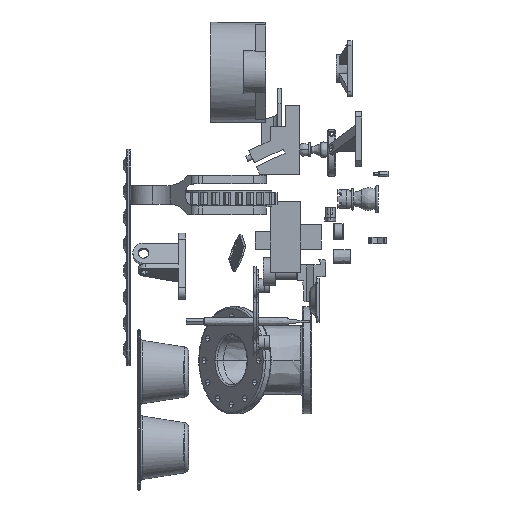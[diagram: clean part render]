
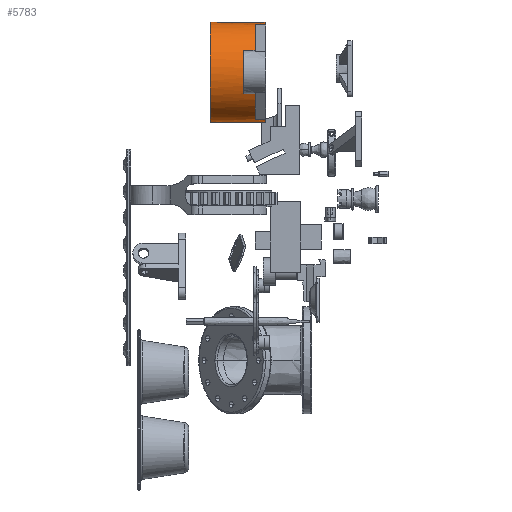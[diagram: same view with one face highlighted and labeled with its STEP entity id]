
A CAD part, left-side view. The second image highlights one B-rep face of the part: STEP entity #5783.
In plain terms, the highlighted free-form (B-spline) face has degree [2, 1] with [5, 2] control points.
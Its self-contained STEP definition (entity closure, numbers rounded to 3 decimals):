
#5712 = VERTEX_POINT('',#5713);
#5713 = CARTESIAN_POINT('',(-589.784,129.232,
    331.477));
#5714 = VERTEX_POINT('',#5715);
#5715 = CARTESIAN_POINT('',(-589.784,129.232,
    203.823));
#5723 = EDGE_CURVE('',#5712,#5724,#5726,.T.);
#5724 = VERTEX_POINT('',#5725);
#5725 = CARTESIAN_POINT('',(-589.784,58.687,
    331.477));
#5726 = B_SPLINE_CURVE_WITH_KNOTS('',1,(#5727,#5728),.UNSPECIFIED.,.F.,
  .F.,(2,2),(-0.,63.),.PIECEWISE_BEZIER_KNOTS.);
#5727 = CARTESIAN_POINT('',(-589.784,129.232,
    331.477));
#5728 = CARTESIAN_POINT('',(-589.784,58.687,
    331.477));
#5761 = VERTEX_POINT('',#5762);
#5762 = CARTESIAN_POINT('',(-589.784,58.687,
    203.823));
#5768 = EDGE_CURVE('',#5714,#5761,#5769,.T.);
#5769 = B_SPLINE_CURVE_WITH_KNOTS('',1,(#5770,#5771),.UNSPECIFIED.,.F.,
  .F.,(2,2),(-0.,63.),.PIECEWISE_BEZIER_KNOTS.);
#5770 = CARTESIAN_POINT('',(-589.784,129.232,
    203.823));
#5771 = CARTESIAN_POINT('',(-589.784,58.687,
    203.823));
#5783 = ADVANCED_FACE('',(#5784),#5832,.T.);
#5784 = FACE_BOUND('',#5785,.T.);
#5785 = EDGE_LOOP('',(#5786,#5787,#5795,#5796,#5804,#5811,#5819,#5826));
#5786 = ORIENTED_EDGE('',*,*,#5723,.F.);
#5787 = ORIENTED_EDGE('',*,*,#5788,.F.);
#5788 = EDGE_CURVE('',#5714,#5712,#5789,.T.);
#5789 = ( BOUNDED_CURVE() B_SPLINE_CURVE(2,(#5790,#5791,#5792,#5793,
#5794),.UNSPECIFIED.,.F.,.F.) B_SPLINE_CURVE_WITH_KNOTS((3,2,3),(
    3.142,4.712,6.283),
.PIECEWISE_BEZIER_KNOTS.) CURVE() GEOMETRIC_REPRESENTATION_ITEM() 
RATIONAL_B_SPLINE_CURVE((1.,0.707,1.,0.707,1.)) 
REPRESENTATION_ITEM('') );
#5790 = CARTESIAN_POINT('',(-589.784,129.232,
    203.823));
#5791 = CARTESIAN_POINT('',(-653.612,129.232,
    203.823));
#5792 = CARTESIAN_POINT('',(-653.612,129.232,
    267.65));
#5793 = CARTESIAN_POINT('',(-653.612,129.232,
    331.477));
#5794 = CARTESIAN_POINT('',(-589.784,129.232,
    331.477));
#5795 = ORIENTED_EDGE('',*,*,#5768,.T.);
#5796 = ORIENTED_EDGE('',*,*,#5797,.T.);
#5797 = EDGE_CURVE('',#5761,#5798,#5800,.T.);
#5798 = VERTEX_POINT('',#5799);
#5799 = CARTESIAN_POINT('',(-611.508,58.687,
    207.633));
#5800 = ( BOUNDED_CURVE() B_SPLINE_CURVE(2,(#5801,#5802,#5803),
.UNSPECIFIED.,.F.,.F.) B_SPLINE_CURVE_WITH_KNOTS((3,3),(3.142,
3.489),.PIECEWISE_BEZIER_KNOTS.) CURVE() 
GEOMETRIC_REPRESENTATION_ITEM() RATIONAL_B_SPLINE_CURVE((1.,
0.985,1.)) REPRESENTATION_ITEM('') );
#5801 = CARTESIAN_POINT('',(-589.784,58.687,
    203.823));
#5802 = CARTESIAN_POINT('',(-600.98,58.687,
    203.823));
#5803 = CARTESIAN_POINT('',(-611.508,58.687,
    207.633));
#5804 = ORIENTED_EDGE('',*,*,#5805,.F.);
#5805 = EDGE_CURVE('',#5806,#5798,#5808,.T.);
#5806 = VERTEX_POINT('',#5807);
#5807 = CARTESIAN_POINT('',(-611.508,72.124,
    207.633));
#5808 = B_SPLINE_CURVE_WITH_KNOTS('',1,(#5809,#5810),.UNSPECIFIED.,.F.,
  .F.,(2,2),(0.,12.),.PIECEWISE_BEZIER_KNOTS.);
#5809 = CARTESIAN_POINT('',(-611.508,72.124,
    207.633));
#5810 = CARTESIAN_POINT('',(-611.508,58.687,
    207.633));
#5811 = ORIENTED_EDGE('',*,*,#5812,.T.);
#5812 = EDGE_CURVE('',#5806,#5813,#5815,.T.);
#5813 = VERTEX_POINT('',#5814);
#5814 = CARTESIAN_POINT('',(-611.508,72.124,
    327.666));
#5815 = ( BOUNDED_CURVE() B_SPLINE_CURVE(2,(#5816,#5817,#5818),
.UNSPECIFIED.,.F.,.F.) B_SPLINE_CURVE_WITH_KNOTS((3,3),(3.489,
5.936),.PIECEWISE_BEZIER_KNOTS.) CURVE() 
GEOMETRIC_REPRESENTATION_ITEM() RATIONAL_B_SPLINE_CURVE((1.,
0.34,1.)) REPRESENTATION_ITEM('') );
#5816 = CARTESIAN_POINT('',(-611.508,72.124,
    207.633));
#5817 = CARTESIAN_POINT('',(-777.318,72.124,
    267.65));
#5818 = CARTESIAN_POINT('',(-611.508,72.124,
    327.666));
#5819 = ORIENTED_EDGE('',*,*,#5820,.T.);
#5820 = EDGE_CURVE('',#5813,#5821,#5823,.T.);
#5821 = VERTEX_POINT('',#5822);
#5822 = CARTESIAN_POINT('',(-611.508,58.687,
    327.666));
#5823 = B_SPLINE_CURVE_WITH_KNOTS('',1,(#5824,#5825),.UNSPECIFIED.,.F.,
  .F.,(2,2),(0.,12.),.PIECEWISE_BEZIER_KNOTS.);
#5824 = CARTESIAN_POINT('',(-611.508,72.124,
    327.666));
#5825 = CARTESIAN_POINT('',(-611.508,58.687,
    327.666));
#5826 = ORIENTED_EDGE('',*,*,#5827,.T.);
#5827 = EDGE_CURVE('',#5821,#5724,#5828,.T.);
#5828 = ( BOUNDED_CURVE() B_SPLINE_CURVE(2,(#5829,#5830,#5831),
.UNSPECIFIED.,.F.,.F.) B_SPLINE_CURVE_WITH_KNOTS((3,3),(5.936,
6.283),.PIECEWISE_BEZIER_KNOTS.) CURVE() 
GEOMETRIC_REPRESENTATION_ITEM() RATIONAL_B_SPLINE_CURVE((1.,
0.985,1.)) REPRESENTATION_ITEM('') );
#5829 = CARTESIAN_POINT('',(-611.508,58.687,
    327.666));
#5830 = CARTESIAN_POINT('',(-600.98,58.687,
    331.477));
#5831 = CARTESIAN_POINT('',(-589.784,58.687,
    331.477));
#5832 = ( BOUNDED_SURFACE() B_SPLINE_SURFACE(2,1,(
    (#5833,#5834)
    ,(#5835,#5836)
    ,(#5837,#5838)
    ,(#5839,#5840)
    ,(#5841,#5842
)),.UNSPECIFIED.,.F.,.F.,.F.) B_SPLINE_SURFACE_WITH_KNOTS((3,2,3),(2,2),
  (3.142,4.712,6.283),(0.,63.),
.PIECEWISE_BEZIER_KNOTS.) GEOMETRIC_REPRESENTATION_ITEM() 
RATIONAL_B_SPLINE_SURFACE((
    (1.,1.)
    ,(0.707,0.707)
    ,(1.,1.)
    ,(0.707,0.707)
,(1.,1.))) REPRESENTATION_ITEM('') SURFACE() );
#5833 = CARTESIAN_POINT('',(-589.784,129.232,
    331.477));
#5834 = CARTESIAN_POINT('',(-589.784,58.687,
    331.477));
#5835 = CARTESIAN_POINT('',(-653.612,129.232,
    331.477));
#5836 = CARTESIAN_POINT('',(-653.612,58.687,
    331.477));
#5837 = CARTESIAN_POINT('',(-653.612,129.232,
    267.65));
#5838 = CARTESIAN_POINT('',(-653.612,58.687,
    267.65));
#5839 = CARTESIAN_POINT('',(-653.612,129.232,
    203.823));
#5840 = CARTESIAN_POINT('',(-653.612,58.687,
    203.823));
#5841 = CARTESIAN_POINT('',(-589.784,129.232,
    203.823));
#5842 = CARTESIAN_POINT('',(-589.784,58.687,
    203.823));
